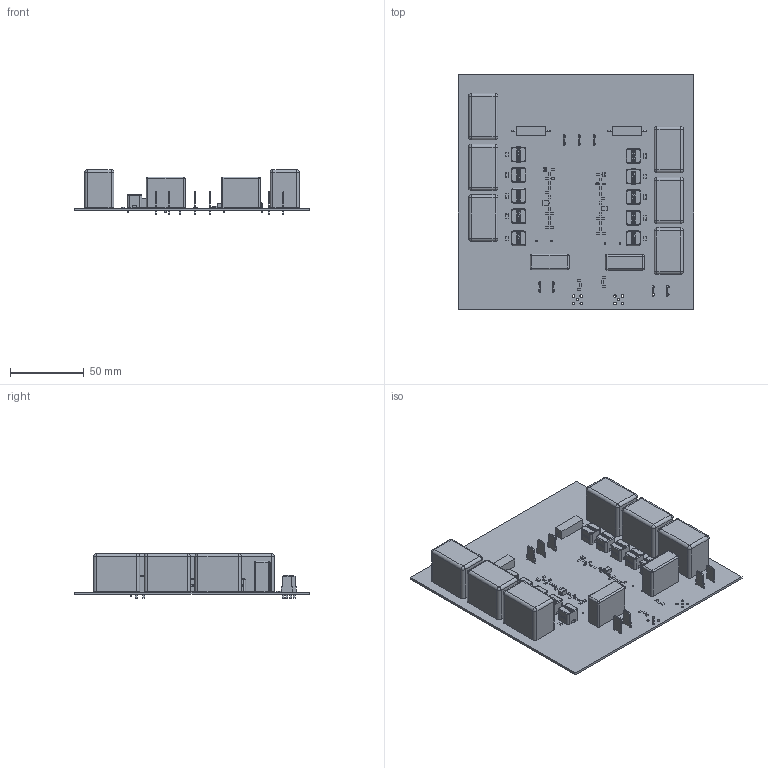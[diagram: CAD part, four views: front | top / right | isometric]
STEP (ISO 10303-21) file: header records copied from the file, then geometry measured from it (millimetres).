
FILE_DESCRIPTION(('KiCad electronic assembly'),'2;1');
FILE_NAME('lisn-pcb.step','2021-08-12T22:26:47',('An Author'),( 'A Company'),'Open CASCADE STEP processor 7.3', 'KiCad to STEP converter','Unknown');
FILE_SCHEMA(('AUTOMOTIVE_DESIGN { 1 0 10303 214 1 1 1 1 }'));
Length unit declared in the file: millimetre
Products named in the file (24): Open CASCADE STEP translator 7.3 1; 62409-1; SOLID; R_1206_3216Metric; R_0805_2012Metric; R_Axial_Power_L20.0mm_W6.4mm_P25.40mm; WE-HCC-1090; COMPOUND; pm1812; SOT-23; D_SOD-323; C_Rect_L26.5mm_W10.5mm_P22.50mm_MKS4; C_0805_2012Metric; C_Rect_L31.5mm_W20.0mm_P27.50mm_MKS4
Assembly tree (89 placements, depth 3):
  Open CASCADE STEP translator 7.3 1
    62409-1  x7
      SOLID
    R_1206_3216Metric  x10
      SOLID
    R_0805_2012Metric  x30
      SOLID
    R_Axial_Power_L20.0mm_W6.4mm_P25.40mm  x2
      SOLID
    WE-HCC-1090  x10
      COMPOUND
    pm1812  x2
      SOLID
    SOT-23  x2
      SOLID
    D_SOD-323  x2
      SOLID
    C_Rect_L26.5mm_W10.5mm_P22.50mm_MKS4  x2
      SOLID
    C_0805_2012Metric  x4
      SOLID
    C_Rect_L31.5mm_W20.0mm_P27.50mm_MKS4  x6
      SOLID
    COMPOUND
Bounding box: 160 x 159 x 30.3 mm (x, y, z)
Volume: 158993.3 mm3; surface area: 96066.7 mm2
Topology: 118 solids, 118 shells, 4508 faces, 11384 edges, 7380 vertices
Faces by surface type: plane 3128, cylinder 870, extrusion 310, bspline 116, cone 40, sphere 40, torus 4
Full cylindrical faces by diameter (mm): 0.48 x20, 0.5 x20, 0.8 x8, 0.9 x16, 1 x4, 1.2 x20, 1.45 x14, 1.5 x2, 1.7 x8, 6 x10
Entity records: 47134 total; most frequent: CARTESIAN_POINT 12691, DIRECTION 5549, VECTOR 3477, LINE 3446, ORIENTED_EDGE 3216, PCURVE 3216, DEFINITIONAL_REPRESENTATION 3216, EDGE_CURVE 1608
